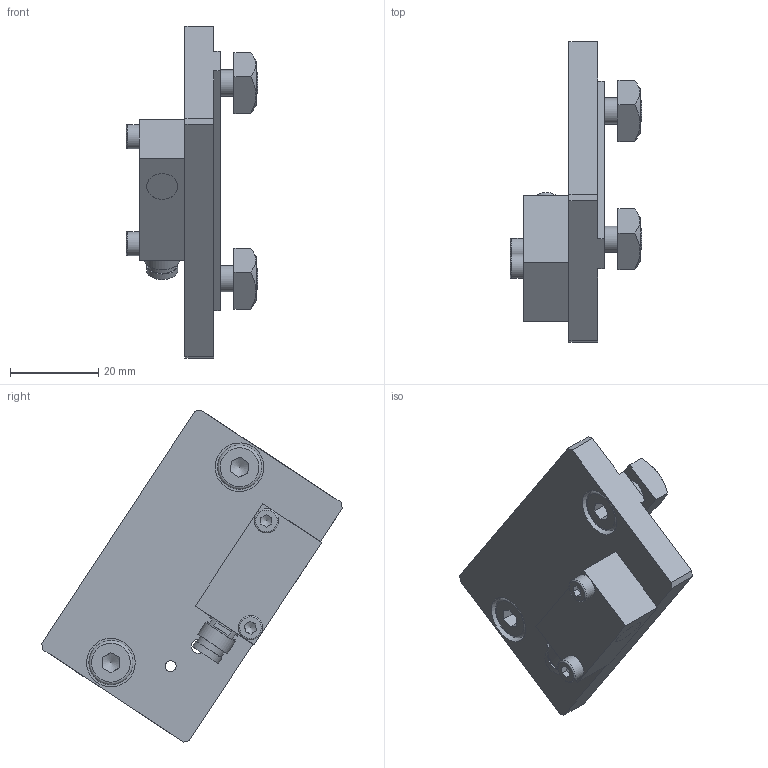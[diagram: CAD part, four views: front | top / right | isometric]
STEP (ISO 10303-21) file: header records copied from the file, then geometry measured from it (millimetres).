
FILE_DESCRIPTION(/* description */ (''),/* implementation_level */ '2;1');
FILE_NAME(/* name */ 'CAD_47989.stp',/* time_stamp */ '2016-04-16T11:24:20+02:00',/* author */ ('Hypex'),/* organization */ ('Hypex'),/* preprocessor_version */ 'ST-DEVELOPER v16.1',/* originating_system */ 'Autodesk Inventor 2016',/* authorisation */ '');
FILE_SCHEMA (('AUTOMOTIVE_DESIGN { 1 0 10303 214 3 1 1 }'));
Length unit declared in the file: millimetre
Products named in the file (1): CAD_47989
Bounding box: 29.8 x 68.06 x 75.19 mm (x, y, z)
Volume: 23240.5 mm3; surface area: 10264.2 mm2
Topology: 1 solids, 2 shells, 150 faces, 340 edges, 221 vertices
Faces by surface type: plane 92, cylinder 30, cone 18, torus 7, bspline 3
Full cylindrical faces by diameter (mm): 0.7 x3, 2.459 x4, 3 x1, 3.242 x2, 5.5 x2, 6 x3, 6.2 x2, 6.5 x1, 7 x2, 7.5 x1, 8 x1, 10 x2, 11 x2
Entity records: 4057 total; most frequent: CARTESIAN_POINT 820, DIRECTION 618, ORIENTED_EDGE 552, EDGE_CURVE 276, AXIS2_PLACEMENT_3D 241, EDGE_LOOP 227, VERTEX_POINT 201, STYLED_ITEM 151
